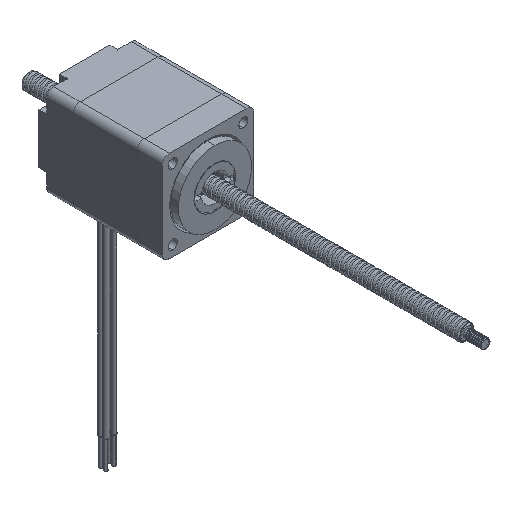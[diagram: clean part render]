
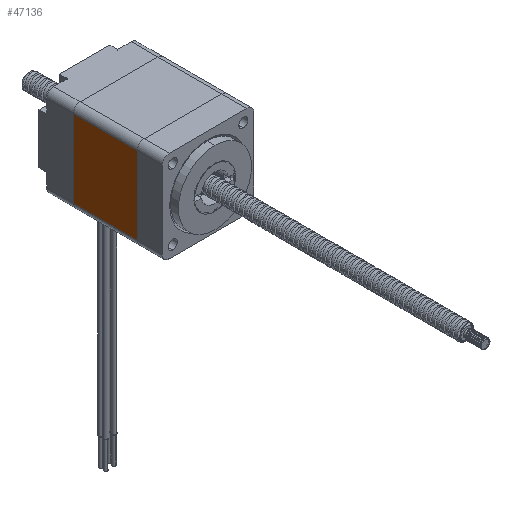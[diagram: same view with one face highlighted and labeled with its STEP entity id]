
A CAD part, isometric view. The second image highlights one B-rep face of the part: STEP entity #47136.
In plain terms, the highlighted face is planar.
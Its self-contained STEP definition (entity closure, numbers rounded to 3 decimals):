
#4685 = VERTEX_POINT ( 'NONE', #62122 ) ;
#6570 = DIRECTION ( 'NONE',  ( 1., 0., 0. ) ) ;
#8152 = DIRECTION ( 'NONE',  ( 0., 0., 1. ) ) ;
#8516 = CARTESIAN_POINT ( 'NONE',  ( 0., 8.5, -10. ) ) ;
#9363 = LINE ( 'NONE', #41026, #86641 ) ;
#10497 = DIRECTION ( 'NONE',  ( -1., 0., 0. ) ) ;
#11696 = VECTOR ( 'NONE', #37898, 1000. ) ;
#15143 = FACE_OUTER_BOUND ( 'NONE', #98666, .T. ) ;
#16347 = DIRECTION ( 'NONE',  ( 0., 1., 0. ) ) ;
#18483 = CARTESIAN_POINT ( 'NONE',  ( 14., 8.5, -10. ) ) ;
#29297 = LINE ( 'NONE', #52967, #11696 ) ;
#29324 = DIRECTION ( 'NONE',  ( 0., 1., 0. ) ) ;
#36099 = ORIENTED_EDGE ( 'NONE', *, *, #59406, .T. ) ;
#37898 = DIRECTION ( 'NONE',  ( -1., 0., 0. ) ) ;
#40342 = PLANE ( 'NONE',  #80765 ) ;
#41026 = CARTESIAN_POINT ( 'NONE',  ( 14., -8.5, -10. ) ) ;
#43273 = VERTEX_POINT ( 'NONE', #8516 ) ;
#43441 = CARTESIAN_POINT ( 'NONE',  ( 14., -8.5, -10. ) ) ;
#47136 = ADVANCED_FACE ( 'NONE', ( #15143 ), #40342, .F. ) ;
#49133 = ORIENTED_EDGE ( 'NONE', *, *, #99020, .F. ) ;
#52967 = CARTESIAN_POINT ( 'NONE',  ( 14., -8.5, -10. ) ) ;
#59406 = EDGE_CURVE ( 'NONE', #4685, #43273, #79340, .T. ) ;
#59481 = VECTOR ( 'NONE', #29324, 1000. ) ;
#61214 = EDGE_CURVE ( 'NONE', #89402, #4685, #29297, .T. ) ;
#62122 = CARTESIAN_POINT ( 'NONE',  ( 0., -8.5, -10. ) ) ;
#64749 = EDGE_CURVE ( 'NONE', #95004, #43273, #84621, .T. ) ;
#67844 = ORIENTED_EDGE ( 'NONE', *, *, #64749, .F. ) ;
#79340 = LINE ( 'NONE', #94380, #59481 ) ;
#79400 = ORIENTED_EDGE ( 'NONE', *, *, #61214, .T. ) ;
#80765 = AXIS2_PLACEMENT_3D ( 'NONE', #81754, #8152, #6570 ) ;
#81754 = CARTESIAN_POINT ( 'NONE',  ( 14., 8.5, -10. ) ) ;
#84621 = LINE ( 'NONE', #91617, #98747 ) ;
#86641 = VECTOR ( 'NONE', #16347, 1000. ) ;
#89402 = VERTEX_POINT ( 'NONE', #43441 ) ;
#91617 = CARTESIAN_POINT ( 'NONE',  ( 14., 8.5, -10. ) ) ;
#94380 = CARTESIAN_POINT ( 'NONE',  ( 0., -8.5, -10. ) ) ;
#95004 = VERTEX_POINT ( 'NONE', #18483 ) ;
#98666 = EDGE_LOOP ( 'NONE', ( #36099, #67844, #49133, #79400 ) ) ;
#98747 = VECTOR ( 'NONE', #10497, 1000. ) ;
#99020 = EDGE_CURVE ( 'NONE', #89402, #95004, #9363, .T. ) ;
